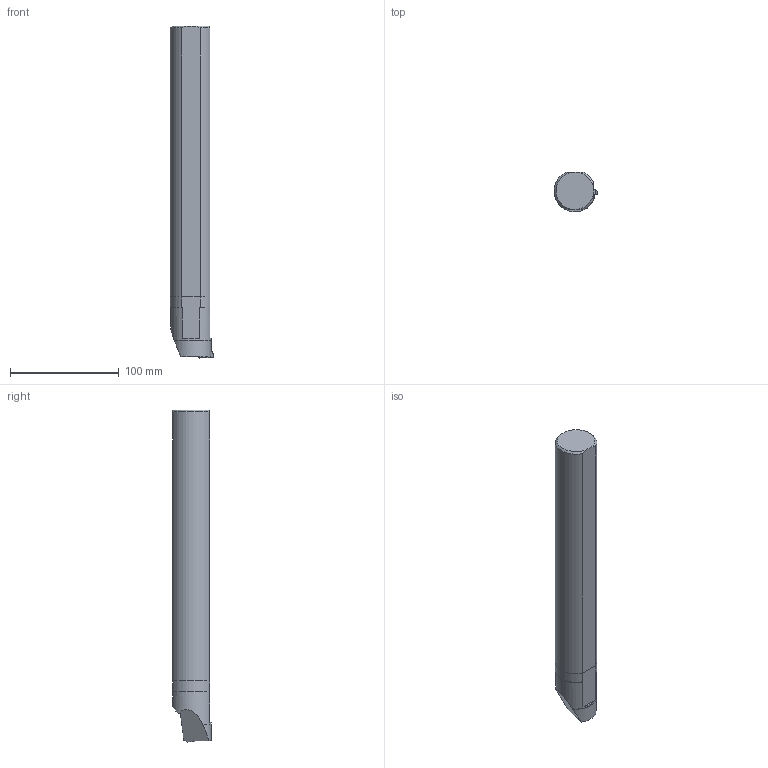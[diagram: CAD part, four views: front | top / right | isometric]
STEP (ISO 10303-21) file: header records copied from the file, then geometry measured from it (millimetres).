
FILE_DESCRIPTION(/* description */ (''),/* implementation_level */ '2;1');
FILE_NAME(/* name */ 'CNL0015012-16AHD.stp',/* time_stamp */ '2018-03-29T15:40:07+05:00',/* author */ (''),/* organization */ (''),/* preprocessor_version */ 'ST-DEVELOPER v16',/* originating_system */ 'SIEMENS PLM Software NX 11.0',/* authorisation */ '');
FILE_SCHEMA (('AUTOMOTIVE_DESIGN { 1 0 10303 214 3 1 1 1 }'));
Length unit declared in the file: millimetre
Products named in the file (1): CNL0015012-16AHD
Bounding box: 39.97 x 35.68 x 304.86 mm (x, y, z)
Volume: 313348 mm3; surface area: 39565.8 mm2
Topology: 3 solids, 3 shells, 52 faces, 138 edges, 92 vertices
Faces by surface type: plane 36, cylinder 12, cone 3, bspline 1
Entity records: 1702 total; most frequent: CARTESIAN_POINT 311, DIRECTION 280, ORIENTED_EDGE 276, EDGE_CURVE 138, LINE 94, VECTOR 94, AXIS2_PLACEMENT_3D 93, VERTEX_POINT 92
